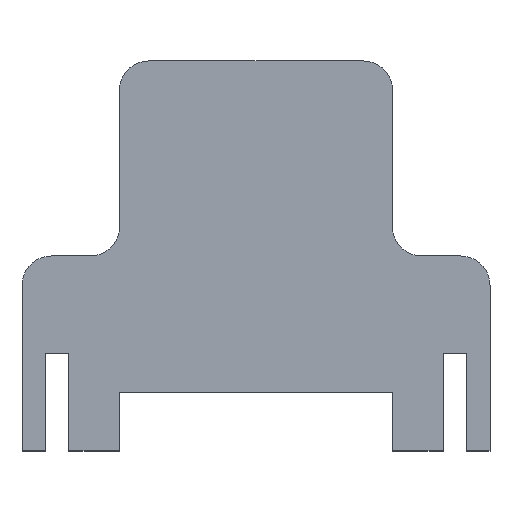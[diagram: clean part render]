
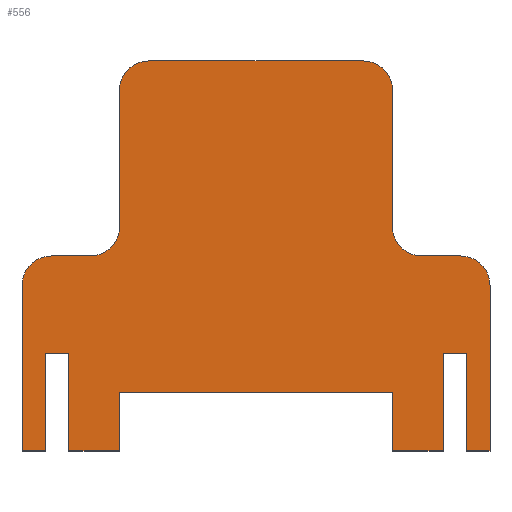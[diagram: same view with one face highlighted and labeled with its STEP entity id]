
A CAD part, top view. The second image highlights one B-rep face of the part: STEP entity #556.
In plain terms, the highlighted planar face has unit normal (0, 0, 1).
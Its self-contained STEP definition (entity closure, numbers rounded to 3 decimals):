
#36=PLANE('',#610);
#64=FACE_OUTER_BOUND('',#92,.T.);
#92=EDGE_LOOP('',(#497,#498,#499,#500,#501,#502,#503,#504,#505,#506,#507,
#508,#509,#510,#511,#512,#513,#514,#515,#516,#517,#518,#519,#520,#521,#522));
#97=LINE('',#774,#163);
#119=LINE('',#830,#185);
#122=LINE('',#839,#188);
#127=LINE('',#852,#193);
#130=LINE('',#861,#196);
#132=LINE('',#865,#198);
#134=LINE('',#869,#200);
#136=LINE('',#873,#202);
#138=LINE('',#876,#204);
#139=LINE('',#878,#205);
#140=LINE('',#881,#206);
#142=LINE('',#885,#208);
#144=LINE('',#889,#210);
#146=LINE('',#893,#212);
#148=LINE('',#897,#214);
#150=LINE('',#901,#216);
#152=LINE('',#905,#218);
#154=LINE('',#909,#220);
#156=LINE('',#913,#222);
#158=LINE('',#916,#224);
#163=VECTOR('',#625,10.);
#185=VECTOR('',#665,10.);
#188=VECTOR('',#674,10.);
#193=VECTOR('',#689,10.);
#196=VECTOR('',#698,10.);
#198=VECTOR('',#702,10.);
#200=VECTOR('',#706,10.);
#202=VECTOR('',#710,10.);
#204=VECTOR('',#714,10.);
#205=VECTOR('',#717,10.);
#206=VECTOR('',#720,10.);
#208=VECTOR('',#724,10.);
#210=VECTOR('',#728,10.);
#212=VECTOR('',#732,10.);
#214=VECTOR('',#736,10.);
#216=VECTOR('',#740,10.);
#218=VECTOR('',#744,10.);
#220=VECTOR('',#748,10.);
#222=VECTOR('',#752,10.);
#224=VECTOR('',#756,10.);
#225=CIRCLE('',#572,7.5);
#232=CIRCLE('',#582,7.5);
#233=CIRCLE('',#585,7.5);
#234=CIRCLE('',#588,7.5);
#235=CIRCLE('',#590,7.5);
#236=CIRCLE('',#593,7.5);
#237=VERTEX_POINT('',#761);
#238=VERTEX_POINT('',#762);
#242=VERTEX_POINT('',#772);
#266=VERTEX_POINT('',#824);
#267=VERTEX_POINT('',#828);
#268=VERTEX_POINT('',#832);
#269=VERTEX_POINT('',#833);
#270=VERTEX_POINT('',#838);
#271=VERTEX_POINT('',#842);
#272=VERTEX_POINT('',#846);
#273=VERTEX_POINT('',#850);
#274=VERTEX_POINT('',#854);
#275=VERTEX_POINT('',#858);
#276=VERTEX_POINT('',#860);
#277=VERTEX_POINT('',#864);
#278=VERTEX_POINT('',#868);
#279=VERTEX_POINT('',#872);
#280=VERTEX_POINT('',#880);
#281=VERTEX_POINT('',#884);
#282=VERTEX_POINT('',#888);
#283=VERTEX_POINT('',#892);
#284=VERTEX_POINT('',#896);
#285=VERTEX_POINT('',#900);
#286=VERTEX_POINT('',#904);
#287=VERTEX_POINT('',#908);
#288=VERTEX_POINT('',#912);
#289=EDGE_CURVE('',#237,#238,#225,.T.);
#295=EDGE_CURVE('',#237,#242,#97,.T.);
#321=EDGE_CURVE('',#266,#242,#232,.T.);
#323=EDGE_CURVE('',#266,#267,#119,.T.);
#324=EDGE_CURVE('',#268,#269,#233,.T.);
#327=EDGE_CURVE('',#270,#269,#122,.T.);
#329=EDGE_CURVE('',#270,#271,#234,.T.);
#331=EDGE_CURVE('',#272,#267,#235,.T.);
#334=EDGE_CURVE('',#272,#273,#127,.T.);
#335=EDGE_CURVE('',#274,#273,#236,.T.);
#338=EDGE_CURVE('',#276,#275,#130,.T.);
#340=EDGE_CURVE('',#277,#276,#132,.T.);
#342=EDGE_CURVE('',#278,#277,#134,.T.);
#344=EDGE_CURVE('',#279,#278,#136,.T.);
#346=EDGE_CURVE('',#268,#279,#138,.T.);
#347=EDGE_CURVE('',#274,#271,#139,.T.);
#348=EDGE_CURVE('',#280,#238,#140,.T.);
#350=EDGE_CURVE('',#281,#280,#142,.T.);
#352=EDGE_CURVE('',#282,#281,#144,.T.);
#354=EDGE_CURVE('',#283,#282,#146,.T.);
#356=EDGE_CURVE('',#284,#283,#148,.T.);
#358=EDGE_CURVE('',#285,#284,#150,.T.);
#360=EDGE_CURVE('',#286,#285,#152,.T.);
#362=EDGE_CURVE('',#287,#286,#154,.T.);
#364=EDGE_CURVE('',#288,#287,#156,.T.);
#366=EDGE_CURVE('',#275,#288,#158,.T.);
#497=ORIENTED_EDGE('',*,*,#289,.F.);
#498=ORIENTED_EDGE('',*,*,#295,.T.);
#499=ORIENTED_EDGE('',*,*,#321,.F.);
#500=ORIENTED_EDGE('',*,*,#323,.T.);
#501=ORIENTED_EDGE('',*,*,#331,.F.);
#502=ORIENTED_EDGE('',*,*,#334,.T.);
#503=ORIENTED_EDGE('',*,*,#335,.F.);
#504=ORIENTED_EDGE('',*,*,#347,.T.);
#505=ORIENTED_EDGE('',*,*,#329,.F.);
#506=ORIENTED_EDGE('',*,*,#327,.T.);
#507=ORIENTED_EDGE('',*,*,#324,.F.);
#508=ORIENTED_EDGE('',*,*,#346,.T.);
#509=ORIENTED_EDGE('',*,*,#344,.T.);
#510=ORIENTED_EDGE('',*,*,#342,.T.);
#511=ORIENTED_EDGE('',*,*,#340,.T.);
#512=ORIENTED_EDGE('',*,*,#338,.T.);
#513=ORIENTED_EDGE('',*,*,#366,.T.);
#514=ORIENTED_EDGE('',*,*,#364,.T.);
#515=ORIENTED_EDGE('',*,*,#362,.T.);
#516=ORIENTED_EDGE('',*,*,#360,.T.);
#517=ORIENTED_EDGE('',*,*,#358,.T.);
#518=ORIENTED_EDGE('',*,*,#356,.T.);
#519=ORIENTED_EDGE('',*,*,#354,.T.);
#520=ORIENTED_EDGE('',*,*,#352,.T.);
#521=ORIENTED_EDGE('',*,*,#350,.T.);
#522=ORIENTED_EDGE('',*,*,#348,.T.);
#556=ADVANCED_FACE('',(#64),#36,.T.);
#572=AXIS2_PLACEMENT_3D('',#763,#615,#616);
#582=AXIS2_PLACEMENT_3D('',#826,#660,#661);
#585=AXIS2_PLACEMENT_3D('',#834,#668,#669);
#588=AXIS2_PLACEMENT_3D('',#843,#678,#679);
#590=AXIS2_PLACEMENT_3D('',#847,#683,#684);
#593=AXIS2_PLACEMENT_3D('',#855,#692,#693);
#610=AXIS2_PLACEMENT_3D('',#917,#757,#758);
#615=DIRECTION('center_axis',(0.,0.,-1.));
#616=DIRECTION('ref_axis',(0.707,0.707,0.));
#625=DIRECTION('',(-1.,0.,0.));
#660=DIRECTION('center_axis',(0.,0.,1.));
#661=DIRECTION('ref_axis',(-0.707,-0.707,0.));
#665=DIRECTION('',(0.,1.,0.));
#668=DIRECTION('center_axis',(0.,0.,-1.));
#669=DIRECTION('ref_axis',(-0.707,0.707,0.));
#674=DIRECTION('',(-1.,0.,0.));
#678=DIRECTION('center_axis',(0.,0.,1.));
#679=DIRECTION('ref_axis',(0.707,-0.707,0.));
#683=DIRECTION('center_axis',(0.,0.,-1.));
#684=DIRECTION('ref_axis',(0.707,0.707,0.));
#689=DIRECTION('',(-1.,0.,0.));
#692=DIRECTION('center_axis',(0.,0.,-1.));
#693=DIRECTION('ref_axis',(-0.707,0.707,0.));
#698=DIRECTION('',(0.,-1.,0.));
#702=DIRECTION('',(1.,0.,0.));
#706=DIRECTION('',(0.,1.,0.));
#710=DIRECTION('',(1.,0.,0.));
#714=DIRECTION('',(0.,-1.,0.));
#717=DIRECTION('',(0.,-1.,0.));
#720=DIRECTION('',(0.,1.,0.));
#724=DIRECTION('',(1.,0.,0.));
#728=DIRECTION('',(0.,-1.,0.));
#732=DIRECTION('',(1.,0.,0.));
#736=DIRECTION('',(0.,1.,0.));
#740=DIRECTION('',(1.,0.,0.));
#744=DIRECTION('',(0.,-1.,0.));
#748=DIRECTION('',(1.,0.,0.));
#752=DIRECTION('',(0.,1.,0.));
#756=DIRECTION('',(1.,0.,0.));
#757=DIRECTION('center_axis',(0.,0.,1.));
#758=DIRECTION('ref_axis',(1.,0.,0.));
#761=CARTESIAN_POINT('',(117.5,50.,6.));
#762=CARTESIAN_POINT('',(125.,42.5,6.));
#763=CARTESIAN_POINT('Origin',(117.5,42.5,6.));
#772=CARTESIAN_POINT('',(107.5,50.,6.));
#774=CARTESIAN_POINT('',(100.,50.,6.));
#824=CARTESIAN_POINT('',(100.,57.5,6.));
#826=CARTESIAN_POINT('Origin',(107.5,57.5,6.));
#828=CARTESIAN_POINT('',(100.,92.5,6.));
#830=CARTESIAN_POINT('',(100.,100.,6.));
#832=CARTESIAN_POINT('',(5.,42.5,6.));
#833=CARTESIAN_POINT('',(12.5,50.,6.));
#834=CARTESIAN_POINT('Origin',(12.5,42.5,6.));
#838=CARTESIAN_POINT('',(22.5,50.,6.));
#839=CARTESIAN_POINT('',(0.,50.,6.));
#842=CARTESIAN_POINT('',(30.,57.5,6.));
#843=CARTESIAN_POINT('Origin',(22.5,57.5,6.));
#846=CARTESIAN_POINT('',(92.5,100.,6.));
#847=CARTESIAN_POINT('Origin',(92.5,92.5,6.));
#850=CARTESIAN_POINT('',(37.5,100.,6.));
#852=CARTESIAN_POINT('',(30.,100.,6.));
#854=CARTESIAN_POINT('',(30.,92.5,6.));
#855=CARTESIAN_POINT('Origin',(37.5,92.5,6.));
#858=CARTESIAN_POINT('',(17.,0.,6.));
#860=CARTESIAN_POINT('',(17.,25.,6.));
#861=CARTESIAN_POINT('',(17.,0.,6.));
#864=CARTESIAN_POINT('',(11.,25.,6.));
#865=CARTESIAN_POINT('',(17.,25.,6.));
#868=CARTESIAN_POINT('',(11.,0.,6.));
#869=CARTESIAN_POINT('',(11.,25.,6.));
#872=CARTESIAN_POINT('',(5.,0.,6.));
#873=CARTESIAN_POINT('',(0.,0.,6.));
#876=CARTESIAN_POINT('',(5.,0.,6.));
#878=CARTESIAN_POINT('',(30.,50.,6.));
#880=CARTESIAN_POINT('',(125.,0.,6.));
#881=CARTESIAN_POINT('',(125.,0.,6.));
#884=CARTESIAN_POINT('',(119.,0.,6.));
#885=CARTESIAN_POINT('',(0.,0.,6.));
#888=CARTESIAN_POINT('',(119.,25.,6.));
#889=CARTESIAN_POINT('',(119.,25.,6.));
#892=CARTESIAN_POINT('',(113.,25.,6.));
#893=CARTESIAN_POINT('',(113.,25.,6.));
#896=CARTESIAN_POINT('',(113.,0.,6.));
#897=CARTESIAN_POINT('',(113.,0.,6.));
#900=CARTESIAN_POINT('',(100.,0.,6.));
#901=CARTESIAN_POINT('',(0.,0.,6.));
#904=CARTESIAN_POINT('',(100.,15.,6.));
#905=CARTESIAN_POINT('',(100.,15.,6.));
#908=CARTESIAN_POINT('',(30.,15.,6.));
#909=CARTESIAN_POINT('',(30.,15.,6.));
#912=CARTESIAN_POINT('',(30.,0.,6.));
#913=CARTESIAN_POINT('',(30.,0.,6.));
#916=CARTESIAN_POINT('',(0.,0.,6.));
#917=CARTESIAN_POINT('Origin',(65.,50.,6.));
